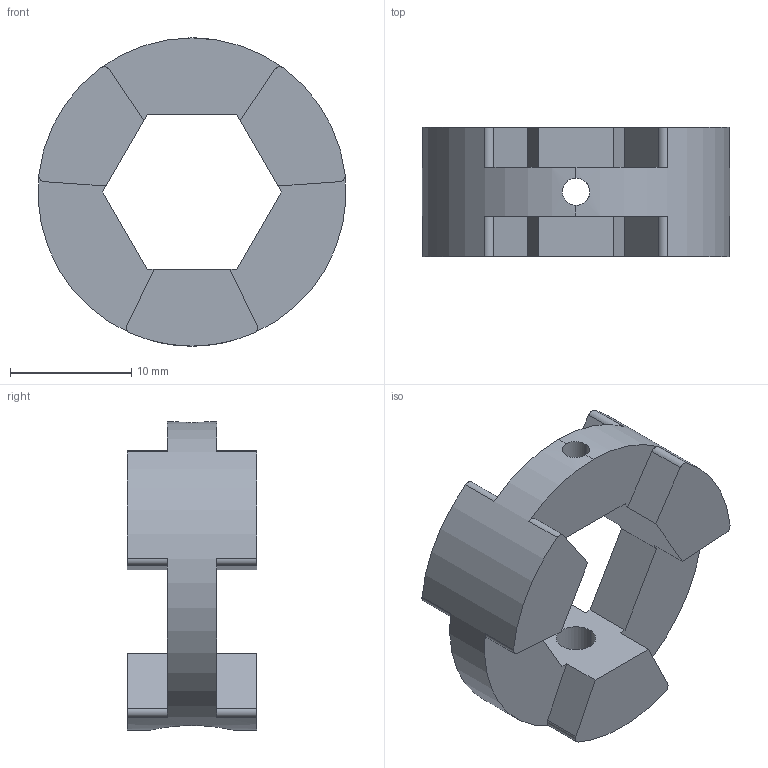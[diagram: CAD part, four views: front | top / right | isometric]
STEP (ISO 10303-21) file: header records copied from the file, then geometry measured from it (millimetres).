
FILE_DESCRIPTION (( 'STEP AP214' ), '1' );
FILE_NAME ('am-0020d Three Tooth Dog Gear REV5.STEP', '2018-05-16T20:30:33', ( '' ), ( '' ), 'SwSTEP 2.0', 'SolidWorks 2017', '' );
FILE_SCHEMA (( 'AUTOMOTIVE_DESIGN' ));
Length unit declared in the file: inch
Products named in the file (1): am-0020d Three Tooth Dog Gear REV5
Bounding box: 25.37 x 10.67 x 25.4 mm (x, y, z)
Volume: 2418.3 mm3; surface area: 1897.7 mm2
Topology: 1 solids, 1 shells, 53 faces, 160 edges, 106 vertices
Faces by surface type: plane 31, cylinder 20, cone 2
Entity records: 1966 total; most frequent: CARTESIAN_POINT 416, ORIENTED_EDGE 320, DIRECTION 310, EDGE_CURVE 160, VERTEX_POINT 106, AXIS2_PLACEMENT_3D 104, LINE 102, VECTOR 102
